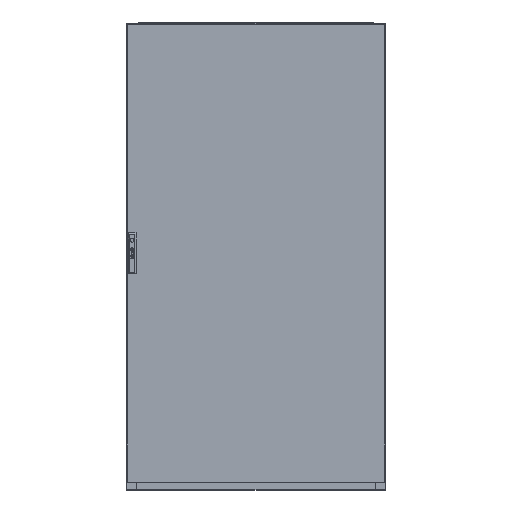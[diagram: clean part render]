
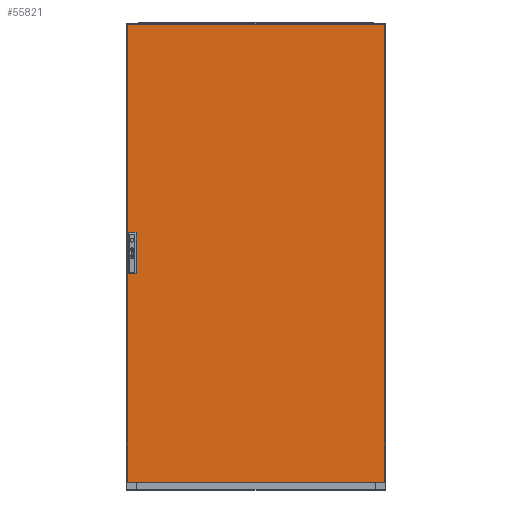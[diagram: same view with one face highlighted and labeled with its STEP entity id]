
A CAD part, top view. The second image highlights one B-rep face of the part: STEP entity #55821.
In plain terms, the highlighted planar face has unit normal (0, 0, 1).
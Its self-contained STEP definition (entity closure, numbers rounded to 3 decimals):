
#325 = CARTESIAN_POINT ( 'NONE',  ( -493.4, -78.5, 0. ) ) ;
#685 = EDGE_CURVE ( 'NONE', #5109, #108716, #80509, .T. ) ;
#794 = VECTOR ( 'NONE', #63699, 1000. ) ;
#1543 = VECTOR ( 'NONE', #53547, 1000. ) ;
#1866 = ORIENTED_EDGE ( 'NONE', *, *, #53149, .T. ) ;
#4293 = LINE ( 'NONE', #44837, #1543 ) ;
#5109 = VERTEX_POINT ( 'NONE', #11513 ) ;
#6995 = VECTOR ( 'NONE', #13747, 1000. ) ;
#7474 = CARTESIAN_POINT ( 'NONE',  ( -493.4, 78.5, 0. ) ) ;
#8073 = EDGE_CURVE ( 'NONE', #24862, #67925, #23863, .T. ) ;
#8330 = VECTOR ( 'NONE', #69317, 1000. ) ;
#8605 = VECTOR ( 'NONE', #24848, 1000. ) ;
#9366 = CARTESIAN_POINT ( 'NONE',  ( -493.4, 78.5, 0. ) ) ;
#11513 = CARTESIAN_POINT ( 'NONE',  ( -463., 78.5, 0. ) ) ;
#13747 = DIRECTION ( 'NONE',  ( 1., 0., 0. ) ) ;
#14909 = ORIENTED_EDGE ( 'NONE', *, *, #61961, .F. ) ;
#17192 = VECTOR ( 'NONE', #94583, 1000. ) ;
#17480 = EDGE_LOOP ( 'NONE', ( #77267, #60786, #28612, #79093 ) ) ;
#17605 = CARTESIAN_POINT ( 'NONE',  ( 497., -883.5, 0. ) ) ;
#17703 = EDGE_CURVE ( 'NONE', #56457, #59687, #75900, .T. ) ;
#19885 = LINE ( 'NONE', #103194, #17192 ) ;
#22284 = CARTESIAN_POINT ( 'NONE',  ( 0., 0., 0. ) ) ;
#22855 = EDGE_CURVE ( 'NONE', #67925, #56457, #19885, .T. ) ;
#23863 = LINE ( 'NONE', #97958, #794 ) ;
#24848 = DIRECTION ( 'NONE',  ( 1., 0., 0. ) ) ;
#24862 = VERTEX_POINT ( 'NONE', #54879 ) ;
#25024 = CARTESIAN_POINT ( 'NONE',  ( -463., -78.5, 0. ) ) ;
#28612 = ORIENTED_EDGE ( 'NONE', *, *, #22855, .T. ) ;
#31657 = LINE ( 'NONE', #7474, #8605 ) ;
#32361 = CARTESIAN_POINT ( 'NONE',  ( -497., -883.5, 0. ) ) ;
#33406 = AXIS2_PLACEMENT_3D ( 'NONE', #22284, #48295, #108523 ) ;
#36330 = FACE_OUTER_BOUND ( 'NONE', #17480, .T. ) ;
#37119 = DIRECTION ( 'NONE',  ( 0., -1., 0. ) ) ;
#44837 = CARTESIAN_POINT ( 'NONE',  ( -493.4, -78.5, 0. ) ) ;
#47817 = LINE ( 'NONE', #88742, #90979 ) ;
#48295 = DIRECTION ( 'NONE',  ( 0., 0., 1. ) ) ;
#53149 = EDGE_CURVE ( 'NONE', #62401, #5109, #31657, .T. ) ;
#53547 = DIRECTION ( 'NONE',  ( 1., 0., 0. ) ) ;
#54879 = CARTESIAN_POINT ( 'NONE',  ( 497., 883.5, 0. ) ) ;
#55821 = ADVANCED_FACE ( 'NONE', ( #61988, #36330 ), #73953, .T. ) ;
#56457 = VERTEX_POINT ( 'NONE', #32361 ) ;
#56705 = CARTESIAN_POINT ( 'NONE',  ( -497., -883.5, 0. ) ) ;
#56981 = LINE ( 'NONE', #60659, #8330 ) ;
#57619 = VECTOR ( 'NONE', #97808, 1000. ) ;
#59687 = VERTEX_POINT ( 'NONE', #17605 ) ;
#60659 = CARTESIAN_POINT ( 'NONE',  ( 497., 883.5, 0. ) ) ;
#60786 = ORIENTED_EDGE ( 'NONE', *, *, #8073, .T. ) ;
#61961 = EDGE_CURVE ( 'NONE', #103577, #108716, #4293, .T. ) ;
#61988 = FACE_BOUND ( 'NONE', #86344, .T. ) ;
#62401 = VERTEX_POINT ( 'NONE', #9366 ) ;
#63166 = CARTESIAN_POINT ( 'NONE',  ( -463., 0., 0. ) ) ;
#63699 = DIRECTION ( 'NONE',  ( -1., 0., 0. ) ) ;
#67142 = ORIENTED_EDGE ( 'NONE', *, *, #73893, .F. ) ;
#67925 = VERTEX_POINT ( 'NONE', #94718 ) ;
#69317 = DIRECTION ( 'NONE',  ( 0., 1., 0. ) ) ;
#73893 = EDGE_CURVE ( 'NONE', #62401, #103577, #47817, .T. ) ;
#73953 = PLANE ( 'NONE',  #33406 ) ;
#75900 = LINE ( 'NONE', #56705, #6995 ) ;
#77267 = ORIENTED_EDGE ( 'NONE', *, *, #105864, .T. ) ;
#79093 = ORIENTED_EDGE ( 'NONE', *, *, #17703, .T. ) ;
#80509 = LINE ( 'NONE', #63166, #57619 ) ;
#86344 = EDGE_LOOP ( 'NONE', ( #1866, #101644, #14909, #67142 ) ) ;
#88742 = CARTESIAN_POINT ( 'NONE',  ( -493.4, 0., 0. ) ) ;
#90979 = VECTOR ( 'NONE', #37119, 1000. ) ;
#94583 = DIRECTION ( 'NONE',  ( 0., -1., 0. ) ) ;
#94718 = CARTESIAN_POINT ( 'NONE',  ( -497., 883.5, 0. ) ) ;
#97808 = DIRECTION ( 'NONE',  ( 0., -1., 0. ) ) ;
#97958 = CARTESIAN_POINT ( 'NONE',  ( -497., 883.5, 0. ) ) ;
#101644 = ORIENTED_EDGE ( 'NONE', *, *, #685, .T. ) ;
#103194 = CARTESIAN_POINT ( 'NONE',  ( -497., 883.5, 0. ) ) ;
#103577 = VERTEX_POINT ( 'NONE', #325 ) ;
#105864 = EDGE_CURVE ( 'NONE', #59687, #24862, #56981, .T. ) ;
#108523 = DIRECTION ( 'NONE',  ( 1., 0., 0. ) ) ;
#108716 = VERTEX_POINT ( 'NONE', #25024 ) ;
